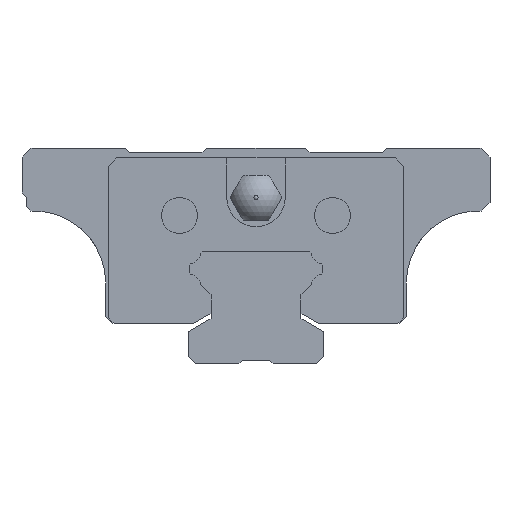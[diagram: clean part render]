
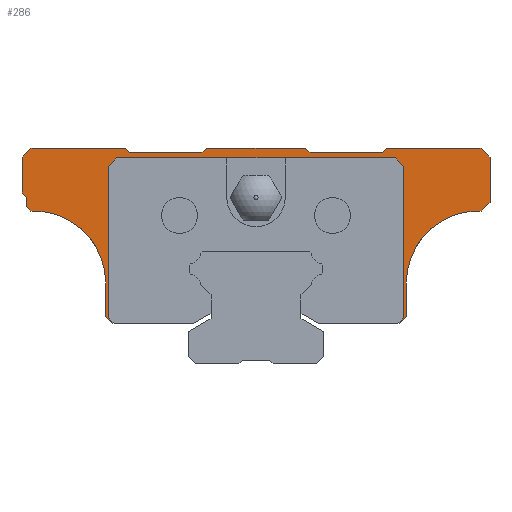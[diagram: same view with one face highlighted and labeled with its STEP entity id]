
A CAD part, front view. The second image highlights one B-rep face of the part: STEP entity #286.
In plain terms, the highlighted planar face has unit normal (0, -1, 0).
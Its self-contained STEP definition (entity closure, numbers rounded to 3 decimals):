
#286=ADVANCED_FACE('',(#590),#591,.T.);
#590=FACE_OUTER_BOUND('',#957,.T.);
#591=PLANE('',#958);
#957=EDGE_LOOP('',(#2044,#2045,#2046,#2047,#2048,#2049,#2050,#2051,#2052,#2053,#2054,#2055,#2056,#2057,#2058,#2059,#2060,#2061,#2062,#2063,#2064,#2065,#2066,#2067,#2068,#2069,#2070,#2071,#2072,#2073,#2074,#2075,#2076,#2077));
#958=AXIS2_PLACEMENT_3D('',#2078,#2079,#2080);
#2044=ORIENTED_EDGE('',*,*,#2905,.F.);
#2045=ORIENTED_EDGE('',*,*,#2856,.F.);
#2046=ORIENTED_EDGE('',*,*,#2891,.T.);
#2047=ORIENTED_EDGE('',*,*,#2681,.T.);
#2048=ORIENTED_EDGE('',*,*,#2906,.F.);
#2049=ORIENTED_EDGE('',*,*,#2700,.T.);
#2050=ORIENTED_EDGE('',*,*,#2883,.T.);
#2051=ORIENTED_EDGE('',*,*,#2781,.T.);
#2052=ORIENTED_EDGE('',*,*,#2773,.F.);
#2053=ORIENTED_EDGE('',*,*,#2871,.T.);
#2054=ORIENTED_EDGE('',*,*,#2854,.F.);
#2055=ORIENTED_EDGE('',*,*,#2903,.T.);
#2056=ORIENTED_EDGE('',*,*,#2889,.F.);
#2057=ORIENTED_EDGE('',*,*,#2715,.F.);
#2058=ORIENTED_EDGE('',*,*,#2704,.T.);
#2059=ORIENTED_EDGE('',*,*,#2813,.T.);
#2060=ORIENTED_EDGE('',*,*,#2730,.T.);
#2061=ORIENTED_EDGE('',*,*,#2826,.T.);
#2062=ORIENTED_EDGE('',*,*,#2722,.F.);
#2063=ORIENTED_EDGE('',*,*,#2875,.T.);
#2064=ORIENTED_EDGE('',*,*,#2830,.T.);
#2065=ORIENTED_EDGE('',*,*,#2907,.F.);
#2066=ORIENTED_EDGE('',*,*,#2839,.F.);
#2067=ORIENTED_EDGE('',*,*,#2842,.F.);
#2068=ORIENTED_EDGE('',*,*,#2708,.T.);
#2069=ORIENTED_EDGE('',*,*,#2811,.T.);
#2070=ORIENTED_EDGE('',*,*,#2869,.T.);
#2071=ORIENTED_EDGE('',*,*,#2888,.T.);
#2072=ORIENTED_EDGE('',*,*,#2712,.T.);
#2073=ORIENTED_EDGE('',*,*,#2664,.F.);
#2074=ORIENTED_EDGE('',*,*,#2874,.F.);
#2075=ORIENTED_EDGE('',*,*,#2675,.F.);
#2076=ORIENTED_EDGE('',*,*,#2845,.F.);
#2077=ORIENTED_EDGE('',*,*,#2901,.T.);
#2078=CARTESIAN_POINT('',(-24.7,-20.25,8.6));
#2079=DIRECTION('',(0.0,-1.0,0.0));
#2080=DIRECTION('',(0.0,0.0,-1.0));
#2664=EDGE_CURVE('',#3239,#3240,#3241,.T.);
#2675=EDGE_CURVE('',#3256,#3257,#3258,.T.);
#2681=EDGE_CURVE('',#3269,#3267,#3270,.T.);
#2700=EDGE_CURVE('',#3305,#3306,#3307,.T.);
#2704=EDGE_CURVE('',#3313,#3314,#3315,.T.);
#2708=EDGE_CURVE('',#3321,#3322,#3323,.T.);
#2712=EDGE_CURVE('',#3329,#3240,#3330,.T.);
#2715=EDGE_CURVE('',#3313,#3334,#3335,.T.);
#2722=EDGE_CURVE('',#3347,#3348,#3349,.T.);
#2730=EDGE_CURVE('',#3363,#3364,#3365,.T.);
#2773=EDGE_CURVE('',#3432,#3433,#3434,.T.);
#2781=EDGE_CURVE('',#3447,#3433,#3448,.T.);
#2811=EDGE_CURVE('',#3322,#3495,#3496,.T.);
#2813=EDGE_CURVE('',#3314,#3363,#3498,.T.);
#2826=EDGE_CURVE('',#3364,#3348,#3512,.T.);
#2830=EDGE_CURVE('',#3518,#3519,#3520,.T.);
#2839=EDGE_CURVE('',#3532,#3533,#3534,.T.);
#2842=EDGE_CURVE('',#3321,#3532,#3537,.T.);
#2845=EDGE_CURVE('',#3540,#3256,#3541,.T.);
#2854=EDGE_CURVE('',#3553,#3555,#3556,.T.);
#2856=EDGE_CURVE('',#3558,#3559,#3560,.T.);
#2869=EDGE_CURVE('',#3495,#3576,#3577,.T.);
#2871=EDGE_CURVE('',#3432,#3555,#3579,.T.);
#2874=EDGE_CURVE('',#3257,#3239,#3582,.T.);
#2875=EDGE_CURVE('',#3347,#3518,#3583,.T.);
#2883=EDGE_CURVE('',#3306,#3447,#3593,.T.);
#2888=EDGE_CURVE('',#3576,#3329,#3598,.T.);
#2889=EDGE_CURVE('',#3334,#3599,#3600,.T.);
#2891=EDGE_CURVE('',#3558,#3269,#3602,.T.);
#2901=EDGE_CURVE('',#3540,#3614,#3615,.T.);
#2903=EDGE_CURVE('',#3553,#3599,#3617,.T.);
#2905=EDGE_CURVE('',#3559,#3614,#3619,.T.);
#2906=EDGE_CURVE('',#3305,#3267,#3620,.T.);
#2907=EDGE_CURVE('',#3533,#3519,#3621,.T.);
#3239=VERTEX_POINT('',#4186);
#3240=VERTEX_POINT('',#4187);
#3241=LINE('',#4188,#4189);
#3256=VERTEX_POINT('',#4211);
#3257=VERTEX_POINT('',#4212);
#3258=LINE('',#4213,#4214);
#3267=VERTEX_POINT('',#4227);
#3269=VERTEX_POINT('',#4230);
#3270=LINE('',#4231,#4232);
#3305=VERTEX_POINT('',#4284);
#3306=VERTEX_POINT('',#4285);
#3307=LINE('',#4286,#4287);
#3313=VERTEX_POINT('',#4296);
#3314=VERTEX_POINT('',#4297);
#3315=LINE('',#4298,#4299);
#3321=VERTEX_POINT('',#4308);
#3322=VERTEX_POINT('',#4309);
#3323=LINE('',#4310,#4311);
#3329=VERTEX_POINT('',#4320);
#3330=LINE('',#4321,#4322);
#3334=VERTEX_POINT('',#4328);
#3335=LINE('',#4329,#4330);
#3347=VERTEX_POINT('',#4348);
#3348=VERTEX_POINT('',#4349);
#3349=LINE('',#4350,#4351);
#3363=VERTEX_POINT('',#4372);
#3364=VERTEX_POINT('',#4373);
#3365=LINE('',#4374,#4375);
#3432=VERTEX_POINT('',#4472);
#3433=VERTEX_POINT('',#4473);
#3434=LINE('',#4474,#4475);
#3447=VERTEX_POINT('',#4495);
#3448=LINE('',#4496,#4497);
#3495=VERTEX_POINT('',#4571);
#3496=LINE('',#4572,#4573);
#3498=LINE('',#4576,#4577);
#3512=LINE('',#4594,#4595);
#3518=VERTEX_POINT('',#4604);
#3519=VERTEX_POINT('',#4605);
#3520=LINE('',#4606,#4607);
#3532=VERTEX_POINT('',#4642);
#3533=VERTEX_POINT('',#4643);
#3534=LINE('',#4644,#4645);
#3537=LINE('',#4650,#4651);
#3540=VERTEX_POINT('',#4654);
#3541=LINE('',#4655,#4656);
#3553=VERTEX_POINT('',#4688);
#3555=VERTEX_POINT('',#4691);
#3556=CIRCLE('',#4692,8.0);
#3558=VERTEX_POINT('',#4695);
#3559=VERTEX_POINT('',#4696);
#3560=LINE('',#4697,#4698);
#3576=VERTEX_POINT('',#4723);
#3577=LINE('',#4724,#4725);
#3579=LINE('',#4728,#4729);
#3582=CIRCLE('',#4750,8.0);
#3583=LINE('',#4751,#4752);
#3593=LINE('',#4767,#4768);
#3598=LINE('',#4776,#4777);
#3599=VERTEX_POINT('',#4778);
#3600=LINE('',#4779,#4780);
#3602=LINE('',#4783,#4784);
#3614=VERTEX_POINT('',#4802);
#3615=LINE('',#4803,#4804);
#3617=LINE('',#4807,#4808);
#3619=LINE('',#4810,#4811);
#3620=LINE('',#4812,#4813);
#3621=LINE('',#4814,#4815);
#4186=CARTESIAN_POINT('',(-24.7,-20.25,16.6));
#4187=CARTESIAN_POINT('',(-25.,-20.25,16.6));
#4188=CARTESIAN_POINT('',(-24.7,-20.25,16.6));
#4189=VECTOR('',#5315,1000.0);
#4211=CARTESIAN_POINT('',(-16.7,-20.25,4.9));
#4212=CARTESIAN_POINT('',(-16.7,-20.25,8.6));
#4213=CARTESIAN_POINT('',(-16.7,-20.25,4.9));
#4214=VECTOR('',#5332,1000.0);
#4227=CARTESIAN_POINT('',(15.45,-20.25,22.5));
#4230=CARTESIAN_POINT('',(-15.45,-20.25,22.5));
#4231=CARTESIAN_POINT('',(-15.45,-20.25,22.5));
#4232=VECTOR('',#5338,1000.0);
#4284=CARTESIAN_POINT('',(16.4,-20.25,21.55));
#4285=CARTESIAN_POINT('',(16.4,-20.25,4.741));
#4286=CARTESIAN_POINT('',(16.4,-20.25,21.55));
#4287=VECTOR('',#5359,1000.0);
#4296=CARTESIAN_POINT('',(26.,-20.25,22.6));
#4297=CARTESIAN_POINT('',(25.,-20.25,23.6));
#4298=CARTESIAN_POINT('',(26.,-20.25,22.6));
#4299=VECTOR('',#5363,1000.0);
#4308=CARTESIAN_POINT('',(-25.,-20.25,23.6));
#4309=CARTESIAN_POINT('',(-26.,-20.25,22.6));
#4310=CARTESIAN_POINT('',(-25.,-20.25,23.6));
#4311=VECTOR('',#5367,1000.0);
#4320=CARTESIAN_POINT('',(-25.5,-20.25,17.1));
#4321=CARTESIAN_POINT('',(-25.5,-20.25,17.1));
#4322=VECTOR('',#5371,1000.0);
#4328=CARTESIAN_POINT('',(26.,-20.25,17.6));
#4329=CARTESIAN_POINT('',(26.,-20.25,22.6));
#4330=VECTOR('',#5374,1000.0);
#4348=CARTESIAN_POINT('',(5.5,-20.25,23.6));
#4349=CARTESIAN_POINT('',(6.,-20.25,23.1));
#4350=CARTESIAN_POINT('',(5.5,-20.25,23.6));
#4351=VECTOR('',#5381,1000.0);
#4372=CARTESIAN_POINT('',(14.5,-20.25,23.6));
#4373=CARTESIAN_POINT('',(14.,-20.25,23.1));
#4374=CARTESIAN_POINT('',(14.5,-20.25,23.6));
#4375=VECTOR('',#5389,1000.0);
#4472=CARTESIAN_POINT('',(16.7,-20.25,4.9));
#4473=CARTESIAN_POINT('',(15.9,-20.25,4.1));
#4474=CARTESIAN_POINT('',(16.7,-20.25,4.9));
#4475=VECTOR('',#5456,1000.0);
#4495=CARTESIAN_POINT('',(15.759,-20.25,4.1));
#4496=CARTESIAN_POINT('',(6.941,-20.25,4.1));
#4497=VECTOR('',#5464,1000.0);
#4571=CARTESIAN_POINT('',(-26.,-20.25,18.6));
#4572=CARTESIAN_POINT('',(-26.,-20.25,22.6));
#4573=VECTOR('',#5498,1000.0);
#4576=CARTESIAN_POINT('',(25.,-20.25,23.6));
#4577=VECTOR('',#5500,1000.0);
#4594=CARTESIAN_POINT('',(14.,-20.25,23.1));
#4595=VECTOR('',#5531,1000.0);
#4604=CARTESIAN_POINT('',(-5.5,-20.25,23.6));
#4605=CARTESIAN_POINT('',(-6.,-20.25,23.1));
#4606=CARTESIAN_POINT('',(-5.5,-20.25,23.6));
#4607=VECTOR('',#5535,1000.0);
#4642=CARTESIAN_POINT('',(-14.5,-20.25,23.6));
#4643=CARTESIAN_POINT('',(-14.,-20.25,23.1));
#4644=CARTESIAN_POINT('',(-14.5,-20.25,23.6));
#4645=VECTOR('',#5545,1000.0);
#4650=CARTESIAN_POINT('',(-25.,-20.25,23.6));
#4651=VECTOR('',#5548,1000.0);
#4654=CARTESIAN_POINT('',(-15.9,-20.25,4.1));
#4655=CARTESIAN_POINT('',(-15.9,-20.25,4.1));
#4656=VECTOR('',#5555,1000.0);
#4688=CARTESIAN_POINT('',(24.7,-20.25,16.6));
#4691=CARTESIAN_POINT('',(16.7,-20.25,8.6));
#4692=AXIS2_PLACEMENT_3D('',#5569,#5570,#5571);
#4695=CARTESIAN_POINT('',(-16.4,-20.25,21.55));
#4696=CARTESIAN_POINT('',(-16.4,-20.25,4.741));
#4697=CARTESIAN_POINT('',(-16.4,-20.25,21.55));
#4698=VECTOR('',#5573,1000.0);
#4723=CARTESIAN_POINT('',(-25.5,-20.25,18.1));
#4724=CARTESIAN_POINT('',(-26.,-20.25,18.6));
#4725=VECTOR('',#5592,1000.0);
#4728=CARTESIAN_POINT('',(16.7,-20.25,4.9));
#4729=VECTOR('',#5594,1000.0);
#4750=AXIS2_PLACEMENT_3D('',#5596,#5597,#5598);
#4751=CARTESIAN_POINT('',(5.5,-20.25,23.6));
#4752=VECTOR('',#5599,1000.0);
#4767=CARTESIAN_POINT('',(16.4,-20.25,4.741));
#4768=VECTOR('',#5611,1000.0);
#4776=CARTESIAN_POINT('',(-25.5,-20.25,18.1));
#4777=VECTOR('',#5618,1000.0);
#4778=CARTESIAN_POINT('',(25.,-20.25,16.6));
#4779=CARTESIAN_POINT('',(26.,-20.25,17.6));
#4780=VECTOR('',#5619,1000.0);
#4783=CARTESIAN_POINT('',(-16.4,-20.25,21.55));
#4784=VECTOR('',#5621,1000.0);
#4802=CARTESIAN_POINT('',(-15.759,-20.25,4.1));
#4803=CARTESIAN_POINT('',(-15.9,-20.25,4.1));
#4804=VECTOR('',#5637,1000.0);
#4807=CARTESIAN_POINT('',(24.7,-20.25,16.6));
#4808=VECTOR('',#5639,1000.0);
#4810=CARTESIAN_POINT('',(-16.4,-20.25,4.741));
#4811=VECTOR('',#5643,1000.0);
#4812=CARTESIAN_POINT('',(16.4,-20.25,21.55));
#4813=VECTOR('',#5644,1000.0);
#4814=CARTESIAN_POINT('',(-14.,-20.25,23.1));
#4815=VECTOR('',#5645,1000.0);
#5315=DIRECTION('',(-1.0,0.0,0.0));
#5332=DIRECTION('',(0.0,0.0,1.0));
#5338=DIRECTION('',(1.0,0.0,0.0));
#5359=DIRECTION('',(0.0,0.0,-1.0));
#5363=DIRECTION('',(-0.707,0.0,0.707));
#5367=DIRECTION('',(-0.707,0.0,-0.707));
#5371=DIRECTION('',(0.707,0.0,-0.707));
#5374=DIRECTION('',(0.0,0.0,-1.0));
#5381=DIRECTION('',(0.707,0.0,-0.707));
#5389=DIRECTION('',(-0.707,0.0,-0.707));
#5456=DIRECTION('',(-0.707,0.0,-0.707));
#5464=DIRECTION('',(1.0,0.0,0.0));
#5498=DIRECTION('',(0.0,0.0,-1.0));
#5500=DIRECTION('',(-1.0,0.0,0.0));
#5531=DIRECTION('',(-1.0,0.0,0.0));
#5535=DIRECTION('',(-0.707,0.0,-0.707));
#5545=DIRECTION('',(0.707,0.0,-0.707));
#5548=DIRECTION('',(1.0,0.0,0.0));
#5555=DIRECTION('',(-0.707,0.0,0.707));
#5569=CARTESIAN_POINT('',(24.7,-20.25,8.6));
#5570=DIRECTION('',(0.0,-1.0,0.0));
#5571=DIRECTION('',(1.0,0.0,0.0));
#5573=DIRECTION('',(0.0,0.0,-1.0));
#5592=DIRECTION('',(0.707,0.0,-0.707));
#5594=DIRECTION('',(0.0,0.0,1.0));
#5596=CARTESIAN_POINT('',(-24.7,-20.25,8.6));
#5597=DIRECTION('',(0.0,-1.0,0.0));
#5598=DIRECTION('',(1.0,0.0,0.0));
#5599=DIRECTION('',(-1.0,0.0,0.0));
#5611=DIRECTION('',(-0.707,0.0,-0.707));
#5618=DIRECTION('',(0.0,0.0,-1.0));
#5619=DIRECTION('',(-0.707,0.0,-0.707));
#5621=DIRECTION('',(0.707,0.0,0.707));
#5637=DIRECTION('',(1.0,0.0,0.0));
#5639=DIRECTION('',(1.0,0.0,0.0));
#5643=DIRECTION('',(0.707,0.0,-0.707));
#5644=DIRECTION('',(-0.707,0.0,0.707));
#5645=DIRECTION('',(1.0,0.0,0.0));
